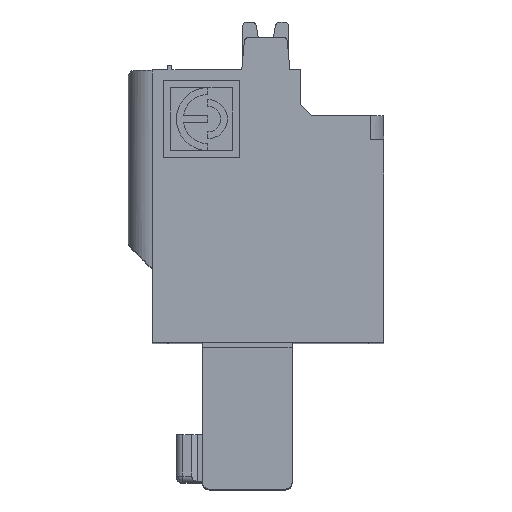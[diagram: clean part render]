
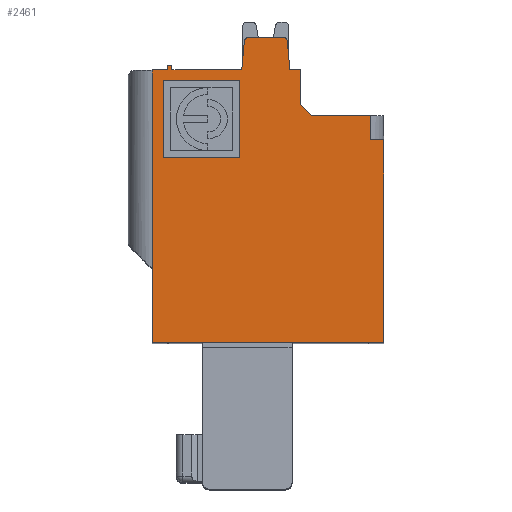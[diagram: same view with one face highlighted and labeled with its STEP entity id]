
A CAD part, top view. The second image highlights one B-rep face of the part: STEP entity #2461.
In plain terms, the highlighted planar face has unit normal (0, 0, 1).
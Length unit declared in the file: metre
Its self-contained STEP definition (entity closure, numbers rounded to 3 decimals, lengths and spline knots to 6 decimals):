
#2461=ADVANCED_FACE('',(#6125,#6126),#6127,.F.);
#4373=EDGE_CURVE('',#9022,#9023,#9024,.T.);
#6125=FACE_BOUND('',#10945,.T.);
#6126=FACE_OUTER_BOUND('',#10946,.T.);
#6127=PLANE('',#10947);
#8890=VERTEX_POINT('',#16008);
#8894=VERTEX_POINT('',#16014);
#8904=VERTEX_POINT('',#16029);
#8911=VERTEX_POINT('',#16039);
#8916=VERTEX_POINT('',#16048);
#8919=VERTEX_POINT('',#16053);
#8929=VERTEX_POINT('',#16069);
#8933=VERTEX_POINT('',#16075);
#8970=VERTEX_POINT('',#16134);
#8973=VERTEX_POINT('',#16139);
#9022=VERTEX_POINT('',#16220);
#9023=VERTEX_POINT('',#16221);
#9024=LINE('',#16222,#16223);
#10945=EDGE_LOOP('',(#21247,#21248,#21249,#21250));
#10946=EDGE_LOOP('',(#21251,#21252,#21253,#21254,#21255,#21256,#21257,#21258,#21259,#21260,#21261,#21262,#21263,#21264,#21265,#21266,#21267,#21268,#21269));
#10947=AXIS2_PLACEMENT_3D('',#21270,#21271,#21272);
#16008=CARTESIAN_POINT('',(0.0841,0.0125,0.0852));
#16014=CARTESIAN_POINT('',(0.084215,0.013817,0.0852));
#16029=CARTESIAN_POINT('',(0.086185,0.013817,0.0852));
#16039=CARTESIAN_POINT('',(0.0863,0.0125,0.0852));
#16048=CARTESIAN_POINT('',(0.09,0.0093,0.0852));
#16053=CARTESIAN_POINT('',(0.0809,0.0125,0.0852));
#16069=CARTESIAN_POINT('',(0.0809,0.0127,0.0852));
#16075=CARTESIAN_POINT('',(0.0807,0.0127,0.0852));
#16134=CARTESIAN_POINT('',(0.0807,0.0125,0.0852));
#16139=CARTESIAN_POINT('',(0.0906,0.0093,0.0852));
#16220=CARTESIAN_POINT('',(0.0906,0.,0.0852));
#16221=CARTESIAN_POINT('',(0.08,0.,0.0852));
#16222=CARTESIAN_POINT('',(0.0906,0.,0.0852));
#16223=VECTOR('',#25071,1.0);
#21247=ORIENTED_EDGE('',*,*,#26332,.T.);
#21248=ORIENTED_EDGE('',*,*,#26329,.T.);
#21249=ORIENTED_EDGE('',*,*,#26323,.T.);
#21250=ORIENTED_EDGE('',*,*,#26321,.T.);
#21251=ORIENTED_EDGE('',*,*,#26425,.F.);
#21252=ORIENTED_EDGE('',*,*,#4373,.F.);
#21253=ORIENTED_EDGE('',*,*,#26416,.T.);
#21254=ORIENTED_EDGE('',*,*,#26412,.F.);
#21255=ORIENTED_EDGE('',*,*,#26316,.F.);
#21256=ORIENTED_EDGE('',*,*,#26345,.F.);
#21257=ORIENTED_EDGE('',*,*,#26313,.T.);
#21258=ORIENTED_EDGE('',*,*,#26356,.T.);
#21259=ORIENTED_EDGE('',*,*,#26361,.F.);
#21260=ORIENTED_EDGE('',*,*,#26308,.T.);
#21261=ORIENTED_EDGE('',*,*,#26306,.T.);
#21262=ORIENTED_EDGE('',*,*,#26303,.T.);
#21263=ORIENTED_EDGE('',*,*,#26299,.T.);
#21264=ORIENTED_EDGE('',*,*,#26297,.T.);
#21265=ORIENTED_EDGE('',*,*,#26359,.F.);
#21266=ORIENTED_EDGE('',*,*,#26390,.T.);
#21267=ORIENTED_EDGE('',*,*,#26392,.F.);
#21268=ORIENTED_EDGE('',*,*,#26399,.F.);
#21269=ORIENTED_EDGE('',*,*,#26407,.F.);
#21270=CARTESIAN_POINT('',(0.094572,0.033759,0.0852));
#21271=DIRECTION('',(0.0,0.,-1.0));
#21272=DIRECTION('',(-1.0,0.0,0.0));
#25071=DIRECTION('',(-1.0,0.,0.));
#26297=EDGE_CURVE('',#8894,#8890,#28476,.T.);
#26299=EDGE_CURVE('',#28478,#8894,#28479,.T.);
#26303=EDGE_CURVE('',#28483,#28478,#28484,.T.);
#26306=EDGE_CURVE('',#8904,#28483,#28487,.T.);
#26308=EDGE_CURVE('',#8911,#8904,#28489,.T.);
#26313=EDGE_CURVE('',#28492,#28496,#28498,.T.);
#26316=EDGE_CURVE('',#28500,#8916,#28502,.T.);
#26321=EDGE_CURVE('',#28504,#28509,#28511,.T.);
#26323=EDGE_CURVE('',#28513,#28504,#28514,.T.);
#26329=EDGE_CURVE('',#28519,#28513,#28523,.T.);
#26332=EDGE_CURVE('',#28509,#28519,#28526,.T.);
#26345=EDGE_CURVE('',#28492,#28500,#28546,.T.);
#26356=EDGE_CURVE('',#28496,#28563,#28565,.T.);
#26359=EDGE_CURVE('',#8919,#8890,#28568,.T.);
#26361=EDGE_CURVE('',#8911,#28563,#28570,.T.);
#26390=EDGE_CURVE('',#8919,#8929,#28615,.T.);
#26392=EDGE_CURVE('',#8933,#8929,#28617,.T.);
#26399=EDGE_CURVE('',#8970,#8933,#28624,.T.);
#26407=EDGE_CURVE('',#28631,#8970,#28633,.T.);
#26412=EDGE_CURVE('',#8916,#8973,#28638,.T.);
#26416=EDGE_CURVE('',#9022,#8973,#28642,.T.);
#26425=EDGE_CURVE('',#9023,#28631,#28651,.T.);
#28476=LINE('',#31338,#31339);
#28478=VERTEX_POINT('',#31341);
#28479=CIRCLE('',#31342,0.0002);
#28483=VERTEX_POINT('',#31348);
#28484=LINE('',#31349,#31350);
#28487=CIRCLE('',#31354,0.0002);
#28489=LINE('',#31356,#31357);
#28492=VERTEX_POINT('',#31360);
#28496=VERTEX_POINT('',#31365);
#28498=LINE('',#31368,#31369);
#28500=VERTEX_POINT('',#31371);
#28502=LINE('',#31374,#31375);
#28504=VERTEX_POINT('',#31377);
#28509=VERTEX_POINT('',#31384);
#28511=LINE('',#31387,#31388);
#28513=VERTEX_POINT('',#31390);
#28514=LINE('',#31391,#31392);
#28519=VERTEX_POINT('',#31399);
#28523=LINE('',#31405,#31406);
#28526=LINE('',#31410,#31411);
#28546=LINE('',#31438,#31439);
#28563=VERTEX_POINT('',#31470);
#28565=LINE('',#31473,#31474);
#28568=LINE('',#31480,#31481);
#28570=LINE('',#31484,#31485);
#28615=LINE('',#31557,#31558);
#28617=LINE('',#31560,#31561);
#28624=LINE('',#31573,#31574);
#28631=VERTEX_POINT('',#31586);
#28633=LINE('',#31589,#31590);
#28638=LINE('',#31597,#31598);
#28642=LINE('',#31603,#31604);
#28651=LINE('',#31620,#31621);
#31338=CARTESIAN_POINT('',(0.084215,0.013817,0.0852));
#31339=VECTOR('',#33833,1.0);
#31341=CARTESIAN_POINT('',(0.084414,0.014,0.0852));
#31342=AXIS2_PLACEMENT_3D('',#33834,#33835,#33836);
#31348=CARTESIAN_POINT('',(0.085985,0.014,0.0852));
#31349=CARTESIAN_POINT('',(0.084475,0.014,0.0852));
#31350=VECTOR('',#33839,1.0);
#31354=AXIS2_PLACEMENT_3D('',#33841,#33842,#33843);
#31356=CARTESIAN_POINT('',(0.0863,0.0125,0.0852));
#31357=VECTOR('',#33844,1.0);
#31360=CARTESIAN_POINT('',(0.087307,0.0104,0.0852));
#31365=CARTESIAN_POINT('',(0.086811,0.010896,0.0852));
#31368=CARTESIAN_POINT('',(0.079267,0.01844,0.0852));
#31369=VECTOR('',#33850,1.0);
#31371=CARTESIAN_POINT('',(0.09,0.0104,0.0852));
#31374=CARTESIAN_POINT('',(0.09,0.0125,0.0852));
#31375=VECTOR('',#33852,1.0);
#31377=CARTESIAN_POINT('',(0.0805,0.012,0.0852));
#31384=CARTESIAN_POINT('',(0.084,0.012,0.0852));
#31387=CARTESIAN_POINT('',(0.094072,0.012,0.0852));
#31388=VECTOR('',#33856,1.0);
#31390=CARTESIAN_POINT('',(0.0805,0.0085,0.0852));
#31391=CARTESIAN_POINT('',(0.0805,0.033759,0.0852));
#31392=VECTOR('',#33857,1.0);
#31399=CARTESIAN_POINT('',(0.084,0.0085,0.0852));
#31405=CARTESIAN_POINT('',(0.094072,0.0085,0.0852));
#31406=VECTOR('',#33862,1.0);
#31410=CARTESIAN_POINT('',(0.084,0.033759,0.0852));
#31411=VECTOR('',#33864,1.0);
#31438=CARTESIAN_POINT('',(0.094572,0.0104,0.0852));
#31439=VECTOR('',#33884,1.0);
#31470=CARTESIAN_POINT('',(0.086811,0.0125,0.0852));
#31473=CARTESIAN_POINT('',(0.086811,0.033759,0.0852));
#31474=VECTOR('',#33891,1.0);
#31480=CARTESIAN_POINT('',(0.0809,0.0125,0.0852));
#31481=VECTOR('',#33892,1.0);
#31484=CARTESIAN_POINT('',(0.0863,0.0125,0.0852));
#31485=VECTOR('',#33894,1.0);
#31557=CARTESIAN_POINT('',(0.0809,0.0125,0.0852));
#31558=VECTOR('',#33922,1.0);
#31560=CARTESIAN_POINT('',(0.0807,0.0127,0.0852));
#31561=VECTOR('',#33923,1.0);
#31573=CARTESIAN_POINT('',(0.0807,0.0125,0.0852));
#31574=VECTOR('',#33929,1.0);
#31586=CARTESIAN_POINT('',(0.08,0.0125,0.0852));
#31589=CARTESIAN_POINT('',(0.08,0.0125,0.0852));
#31590=VECTOR('',#33936,1.0);
#31597=CARTESIAN_POINT('',(0.09,0.0093,0.0852));
#31598=VECTOR('',#33942,1.0);
#31603=CARTESIAN_POINT('',(0.0906,0.,0.0852));
#31604=VECTOR('',#33944,1.0);
#31620=CARTESIAN_POINT('',(0.08,0.0118,0.0852));
#31621=VECTOR('',#33952,1.0);
#33833=DIRECTION('',(-0.087,-0.996,0.));
#33834=CARTESIAN_POINT('',(0.084414,0.0138,0.0852));
#33835=DIRECTION('',(0.0,0.,1.0));
#33836=DIRECTION('',(0.0,1.0,0.));
#33839=DIRECTION('',(-1.0,-0.0,0.0));
#33841=CARTESIAN_POINT('',(0.085985,0.0138,0.0852));
#33842=DIRECTION('',(0.,0.,1.0));
#33843=DIRECTION('',(0.996,0.087,0.));
#33844=DIRECTION('',(-0.087,0.996,0.));
#33850=DIRECTION('',(-0.707,0.707,0.));
#33852=DIRECTION('',(0.0,-1.0,0.));
#33856=DIRECTION('',(1.0,0.,0.));
#33857=DIRECTION('',(0.,1.0,0.));
#33862=DIRECTION('',(-1.0,0.,0.));
#33864=DIRECTION('',(0.,-1.0,0.));
#33884=DIRECTION('',(1.0,0.,0.));
#33891=DIRECTION('',(0.,1.0,0.));
#33892=DIRECTION('',(1.0,0.0,0.0));
#33894=DIRECTION('',(1.0,0.0,0.0));
#33922=DIRECTION('',(0.0,1.0,0.));
#33923=DIRECTION('',(1.0,0.0,0.0));
#33929=DIRECTION('',(0.0,1.0,0.));
#33936=DIRECTION('',(1.0,0.0,0.0));
#33942=DIRECTION('',(1.0,0.0,0.0));
#33944=DIRECTION('',(0.0,1.0,0.));
#33952=DIRECTION('',(0.0,1.0,0.));
